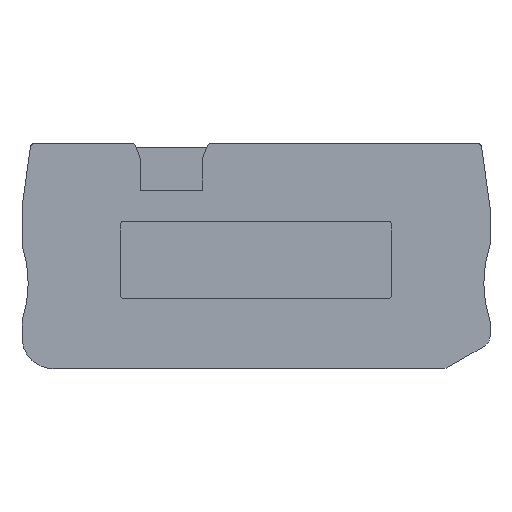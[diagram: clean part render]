
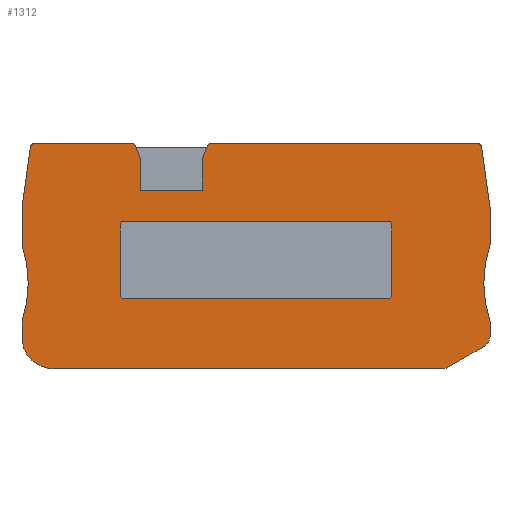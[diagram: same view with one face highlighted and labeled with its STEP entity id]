
A CAD part, top view. The second image highlights one B-rep face of the part: STEP entity #1312.
In plain terms, the highlighted planar face has unit normal (0, 0, 1).
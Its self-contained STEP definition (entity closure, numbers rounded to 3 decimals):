
#222=DIRECTION('',(-0.358,0.934,0.));
#223=VECTOR('',#222,1.799);
#224=CARTESIAN_POINT('',(-14.9,27.2,4.8));
#225=LINE('',#224,#223);
#258=DIRECTION('',(-0.358,-0.934,0.));
#259=VECTOR('',#258,1.799);
#260=CARTESIAN_POINT('',(-6.255,28.879,4.8));
#261=LINE('',#260,#259);
#294=DIRECTION('',(0.,-1.,0.));
#295=VECTOR('',#294,4.);
#296=CARTESIAN_POINT('',(-14.9,27.2,4.8));
#297=LINE('',#296,#295);
#298=DIRECTION('',(1.,0.,0.));
#299=VECTOR('',#298,8.);
#300=CARTESIAN_POINT('',(-14.9,23.2,4.8));
#301=LINE('',#300,#299);
#302=DIRECTION('',(0.,1.,0.));
#303=VECTOR('',#302,4.);
#304=CARTESIAN_POINT('',(-6.9,23.2,4.8));
#305=LINE('',#304,#303);
#306=CARTESIAN_POINT('',(-5.789,28.7,4.8));
#307=DIRECTION('',(0.,0.,1.));
#308=DIRECTION('',(0.,1.,0.));
#309=AXIS2_PLACEMENT_3D('',#306,#307,#308);
#311=DIRECTION('',(-1.,0.,0.));
#312=VECTOR('',#311,34.349);
#313=CARTESIAN_POINT('',(28.56,29.2,4.8));
#314=LINE('',#313,#312);
#315=CARTESIAN_POINT('',(28.56,28.7,4.8));
#316=DIRECTION('',(0.,0.,1.));
#317=DIRECTION('',(0.99,0.139,0.));
#318=AXIS2_PLACEMENT_3D('',#315,#316,#317);
#320=DIRECTION('',(-0.139,0.99,0.));
#321=VECTOR('',#320,7.867);
#322=CARTESIAN_POINT('',(30.15,20.979,4.8));
#323=LINE('',#322,#321);
#324=DIRECTION('',(0.,1.,0.));
#325=VECTOR('',#324,4.783);
#326=CARTESIAN_POINT('',(30.15,16.196,4.8));
#327=LINE('',#326,#325);
#328=CARTESIAN_POINT('',(45.35,11.2,4.8));
#329=DIRECTION('',(0.,0.,-1.));
#330=DIRECTION('',(-0.95,-0.312,0.));
#331=AXIS2_PLACEMENT_3D('',#328,#329,#330);
#333=DIRECTION('',(0.,1.,0.));
#334=VECTOR('',#333,1.841);
#335=CARTESIAN_POINT('',(30.15,4.363,4.8));
#336=LINE('',#335,#334);
#337=CARTESIAN_POINT('',(28.65,4.363,4.8));
#338=DIRECTION('',(0.,0.,1.));
#339=DIRECTION('',(0.5,-0.866,0.));
#340=AXIS2_PLACEMENT_3D('',#337,#338,#339);
#342=DIRECTION('',(0.866,0.5,0.));
#343=VECTOR('',#342,5.461);
#344=CARTESIAN_POINT('',(24.671,0.334,4.8));
#345=LINE('',#344,#343);
#346=CARTESIAN_POINT('',(24.171,1.2,4.8));
#347=DIRECTION('',(0.,0.,1.));
#348=DIRECTION('',(0.,-1.,0.));
#349=AXIS2_PLACEMENT_3D('',#346,#347,#348);
#351=DIRECTION('',(1.,0.,0.));
#352=VECTOR('',#351,50.321);
#353=CARTESIAN_POINT('',(-26.15,0.2,4.8));
#354=LINE('',#353,#352);
#355=CARTESIAN_POINT('',(-26.15,4.2,4.8));
#356=DIRECTION('',(0.,0.,1.));
#357=DIRECTION('',(-1.,0.,0.));
#358=AXIS2_PLACEMENT_3D('',#355,#356,#357);
#360=DIRECTION('',(0.,-1.,0.));
#361=VECTOR('',#360,2.004);
#362=CARTESIAN_POINT('',(-30.15,6.204,4.8));
#363=LINE('',#362,#361);
#364=CARTESIAN_POINT('',(-45.35,11.2,4.8));
#365=DIRECTION('',(0.,0.,-1.));
#366=DIRECTION('',(0.95,0.312,0.));
#367=AXIS2_PLACEMENT_3D('',#364,#365,#366);
#369=DIRECTION('',(0.,-1.,0.));
#370=VECTOR('',#369,4.783);
#371=CARTESIAN_POINT('',(-30.15,20.979,4.8));
#372=LINE('',#371,#370);
#373=DIRECTION('',(-0.139,-0.99,0.));
#374=VECTOR('',#373,7.867);
#375=CARTESIAN_POINT('',(-29.055,28.77,4.8));
#376=LINE('',#375,#374);
#377=CARTESIAN_POINT('',(-28.56,28.7,4.8));
#378=DIRECTION('',(0.,0.,1.));
#379=DIRECTION('',(0.,1.,0.));
#380=AXIS2_PLACEMENT_3D('',#377,#378,#379);
#382=DIRECTION('',(-1.,0.,0.));
#383=VECTOR('',#382,12.549);
#384=CARTESIAN_POINT('',(-16.011,29.2,4.8));
#385=LINE('',#384,#383);
#386=CARTESIAN_POINT('',(-16.011,28.7,4.8));
#387=DIRECTION('',(0.,0.,1.));
#388=DIRECTION('',(0.934,0.358,0.));
#389=AXIS2_PLACEMENT_3D('',#386,#387,#388);
#391=DIRECTION('',(0.,1.,0.));
#392=VECTOR('',#391,9.);
#393=CARTESIAN_POINT('',(17.5,9.7,4.8));
#394=LINE('',#393,#392);
#395=DIRECTION('',(-1.,0.,0.));
#396=VECTOR('',#395,34.);
#397=CARTESIAN_POINT('',(17.,19.2,4.8));
#398=LINE('',#397,#396);
#399=DIRECTION('',(0.,-1.,0.));
#400=VECTOR('',#399,9.);
#401=CARTESIAN_POINT('',(-17.5,18.7,4.8));
#402=LINE('',#401,#400);
#403=DIRECTION('',(1.,0.,0.));
#404=VECTOR('',#403,34.);
#405=CARTESIAN_POINT('',(-17.,9.2,4.8));
#406=LINE('',#405,#404);
#427=CARTESIAN_POINT('',(17.,18.7,4.8));
#428=DIRECTION('',(0.,0.,-1.));
#429=DIRECTION('',(0.,1.,0.));
#430=AXIS2_PLACEMENT_3D('',#427,#428,#429);
#468=CARTESIAN_POINT('',(-17.,18.7,4.8));
#469=DIRECTION('',(0.,0.,-1.));
#470=DIRECTION('',(-1.,0.,0.));
#471=AXIS2_PLACEMENT_3D('',#468,#469,#470);
#481=CARTESIAN_POINT('',(-17.,9.7,4.8));
#482=DIRECTION('',(0.,0.,-1.));
#483=DIRECTION('',(0.,-1.,0.));
#484=AXIS2_PLACEMENT_3D('',#481,#482,#483);
#494=CARTESIAN_POINT('',(17.,9.7,4.8));
#495=DIRECTION('',(0.,0.,-1.));
#496=DIRECTION('',(1.,0.,0.));
#497=AXIS2_PLACEMENT_3D('',#494,#495,#496);
#687=CARTESIAN_POINT('',(28.56,29.2,4.8));
#688=CARTESIAN_POINT('',(-5.789,29.2,4.8));
#689=VERTEX_POINT('',#687);
#690=VERTEX_POINT('',#688);
#691=CARTESIAN_POINT('',(-29.055,28.77,4.8));
#692=CARTESIAN_POINT('',(-30.15,20.979,4.8));
#693=VERTEX_POINT('',#691);
#694=VERTEX_POINT('',#692);
#695=CARTESIAN_POINT('',(-30.15,16.196,4.8));
#696=VERTEX_POINT('',#695);
#697=CARTESIAN_POINT('',(-30.15,6.204,4.8));
#698=VERTEX_POINT('',#697);
#699=CARTESIAN_POINT('',(-26.15,0.2,4.8));
#700=CARTESIAN_POINT('',(24.171,0.2,4.8));
#701=VERTEX_POINT('',#699);
#702=VERTEX_POINT('',#700);
#703=CARTESIAN_POINT('',(24.671,0.334,4.8));
#704=CARTESIAN_POINT('',(29.4,3.064,4.8));
#705=VERTEX_POINT('',#703);
#706=VERTEX_POINT('',#704);
#707=CARTESIAN_POINT('',(30.15,4.363,4.8));
#708=VERTEX_POINT('',#707);
#709=CARTESIAN_POINT('',(30.15,6.204,4.8));
#710=VERTEX_POINT('',#709);
#711=CARTESIAN_POINT('',(30.15,16.196,4.8));
#712=VERTEX_POINT('',#711);
#713=CARTESIAN_POINT('',(30.15,20.979,4.8));
#714=VERTEX_POINT('',#713);
#715=CARTESIAN_POINT('',(29.055,28.77,4.8));
#716=VERTEX_POINT('',#715);
#719=CARTESIAN_POINT('',(-30.15,4.2,4.8));
#720=VERTEX_POINT('',#719);
#723=CARTESIAN_POINT('',(-28.56,29.2,4.8));
#724=VERTEX_POINT('',#723);
#739=CARTESIAN_POINT('',(-6.255,28.879,4.8));
#740=VERTEX_POINT('',#739);
#741=CARTESIAN_POINT('',(-15.545,28.879,4.8));
#742=CARTESIAN_POINT('',(-16.011,29.2,4.8));
#743=VERTEX_POINT('',#741);
#744=VERTEX_POINT('',#742);
#745=CARTESIAN_POINT('',(-14.9,27.2,4.8));
#746=CARTESIAN_POINT('',(-14.9,23.2,4.8));
#747=VERTEX_POINT('',#745);
#748=VERTEX_POINT('',#746);
#749=CARTESIAN_POINT('',(-6.9,23.2,4.8));
#750=VERTEX_POINT('',#749);
#751=CARTESIAN_POINT('',(-6.9,27.2,4.8));
#752=VERTEX_POINT('',#751);
#781=CARTESIAN_POINT('',(-17.5,18.7,4.8));
#782=VERTEX_POINT('',#781);
#783=CARTESIAN_POINT('',(-17.,19.2,4.8));
#784=VERTEX_POINT('',#783);
#789=CARTESIAN_POINT('',(17.,19.2,4.8));
#790=VERTEX_POINT('',#789);
#791=CARTESIAN_POINT('',(17.5,18.7,4.8));
#792=VERTEX_POINT('',#791);
#797=CARTESIAN_POINT('',(17.5,9.7,4.8));
#798=VERTEX_POINT('',#797);
#799=CARTESIAN_POINT('',(17.,9.2,4.8));
#800=VERTEX_POINT('',#799);
#805=CARTESIAN_POINT('',(-17.,9.2,4.8));
#806=VERTEX_POINT('',#805);
#807=CARTESIAN_POINT('',(-17.5,9.7,4.8));
#808=VERTEX_POINT('',#807);
#1260=CARTESIAN_POINT('',(0.,0.,4.8));
#1261=DIRECTION('',(0.,0.,1.));
#1262=DIRECTION('',(1.,0.,0.));
#1263=AXIS2_PLACEMENT_3D('',#1260,#1261,#1262);
#1264=PLANE('',#1263);
#1266=ORIENTED_EDGE('',*,*,#1265,.T.);
#1268=ORIENTED_EDGE('',*,*,#1267,.T.);
#1269=ORIENTED_EDGE('',*,*,#1253,.T.);
#1270=ORIENTED_EDGE('',*,*,#1222,.F.);
#1272=ORIENTED_EDGE('',*,*,#1271,.F.);
#1273=ORIENTED_EDGE('',*,*,#921,.F.);
#1274=ORIENTED_EDGE('',*,*,#936,.F.);
#1275=ORIENTED_EDGE('',*,*,#950,.F.);
#1276=ORIENTED_EDGE('',*,*,#964,.F.);
#1277=ORIENTED_EDGE('',*,*,#978,.F.);
#1278=ORIENTED_EDGE('',*,*,#992,.F.);
#1279=ORIENTED_EDGE('',*,*,#1006,.F.);
#1280=ORIENTED_EDGE('',*,*,#1020,.F.);
#1281=ORIENTED_EDGE('',*,*,#1034,.F.);
#1282=ORIENTED_EDGE('',*,*,#1048,.F.);
#1283=ORIENTED_EDGE('',*,*,#1062,.F.);
#1284=ORIENTED_EDGE('',*,*,#1076,.F.);
#1285=ORIENTED_EDGE('',*,*,#1090,.F.);
#1286=ORIENTED_EDGE('',*,*,#1104,.F.);
#1287=ORIENTED_EDGE('',*,*,#1118,.F.);
#1288=ORIENTED_EDGE('',*,*,#1132,.F.);
#1289=ORIENTED_EDGE('',*,*,#1146,.F.);
#1290=ORIENTED_EDGE('',*,*,#1160,.F.);
#1291=ORIENTED_EDGE('',*,*,#1177,.F.);
#1292=EDGE_LOOP('',(#1266,#1268,#1269,#1270,#1272,#1273,#1274,#1275,#1276,#1277,
#1278,#1279,#1280,#1281,#1282,#1283,#1284,#1285,#1286,#1287,#1288,#1289,#1290,
#1291));
#1293=FACE_OUTER_BOUND('',#1292,.F.);
#1295=ORIENTED_EDGE('',*,*,#1294,.T.);
#1297=ORIENTED_EDGE('',*,*,#1296,.F.);
#1299=ORIENTED_EDGE('',*,*,#1298,.T.);
#1301=ORIENTED_EDGE('',*,*,#1300,.F.);
#1303=ORIENTED_EDGE('',*,*,#1302,.T.);
#1305=ORIENTED_EDGE('',*,*,#1304,.F.);
#1307=ORIENTED_EDGE('',*,*,#1306,.T.);
#1309=ORIENTED_EDGE('',*,*,#1308,.F.);
#1310=EDGE_LOOP('',(#1295,#1297,#1299,#1301,#1303,#1305,#1307,#1309));
#1311=FACE_BOUND('',#1310,.F.);
#1312=ADVANCED_FACE('',(#1293,#1311),#1264,.T.);
#310=CIRCLE('',#309,0.5);
#319=CIRCLE('',#318,0.5);
#332=CIRCLE('',#331,16.);
#341=CIRCLE('',#340,1.5);
#350=CIRCLE('',#349,1.);
#359=CIRCLE('',#358,4.);
#368=CIRCLE('',#367,16.);
#381=CIRCLE('',#380,0.5);
#390=CIRCLE('',#389,0.5);
#431=CIRCLE('',#430,0.5);
#472=CIRCLE('',#471,0.5);
#485=CIRCLE('',#484,0.5);
#498=CIRCLE('',#497,0.5);
#921=EDGE_CURVE('',#689,#690,#314,.T.);
#936=EDGE_CURVE('',#716,#689,#319,.T.);
#950=EDGE_CURVE('',#714,#716,#323,.T.);
#964=EDGE_CURVE('',#712,#714,#327,.T.);
#978=EDGE_CURVE('',#710,#712,#332,.T.);
#992=EDGE_CURVE('',#708,#710,#336,.T.);
#1006=EDGE_CURVE('',#706,#708,#341,.T.);
#1020=EDGE_CURVE('',#705,#706,#345,.T.);
#1034=EDGE_CURVE('',#702,#705,#350,.T.);
#1048=EDGE_CURVE('',#701,#702,#354,.T.);
#1062=EDGE_CURVE('',#720,#701,#359,.T.);
#1076=EDGE_CURVE('',#698,#720,#363,.T.);
#1090=EDGE_CURVE('',#696,#698,#368,.T.);
#1104=EDGE_CURVE('',#694,#696,#372,.T.);
#1118=EDGE_CURVE('',#693,#694,#376,.T.);
#1132=EDGE_CURVE('',#724,#693,#381,.T.);
#1146=EDGE_CURVE('',#744,#724,#385,.T.);
#1160=EDGE_CURVE('',#743,#744,#390,.T.);
#1177=EDGE_CURVE('',#747,#743,#225,.T.);
#1222=EDGE_CURVE('',#740,#752,#261,.T.);
#1253=EDGE_CURVE('',#750,#752,#305,.T.);
#1265=EDGE_CURVE('',#747,#748,#297,.T.);
#1267=EDGE_CURVE('',#748,#750,#301,.T.);
#1271=EDGE_CURVE('',#690,#740,#310,.T.);
#1294=EDGE_CURVE('',#798,#792,#394,.T.);
#1296=EDGE_CURVE('',#790,#792,#431,.T.);
#1298=EDGE_CURVE('',#790,#784,#398,.T.);
#1300=EDGE_CURVE('',#782,#784,#472,.T.);
#1302=EDGE_CURVE('',#782,#808,#402,.T.);
#1304=EDGE_CURVE('',#806,#808,#485,.T.);
#1306=EDGE_CURVE('',#806,#800,#406,.T.);
#1308=EDGE_CURVE('',#798,#800,#498,.T.);
